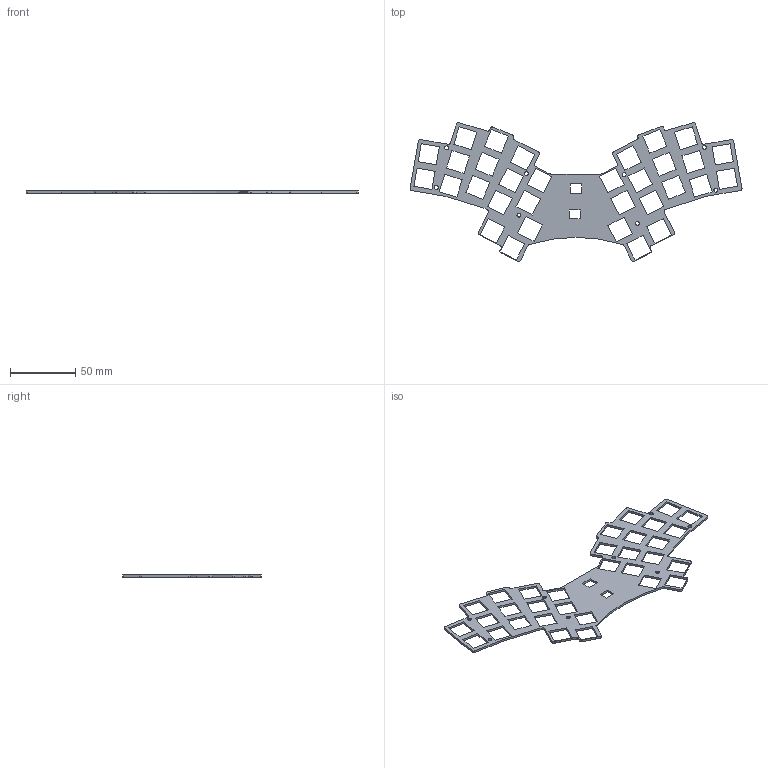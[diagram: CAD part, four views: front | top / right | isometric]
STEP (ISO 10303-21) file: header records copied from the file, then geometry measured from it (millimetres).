
FILE_DESCRIPTION(('KiCad electronic assembly'),'2;1');
FILE_NAME('Asfoora.step','2022-09-04T00:21:33',('Pcbnew'),('Kicad'), 'Open CASCADE STEP processor 7.6','KiCad to STEP converter','Unknown' );
FILE_SCHEMA(('AUTOMOTIVE_DESIGN { 1 0 10303 214 1 1 1 1 }'));
Length unit declared in the file: millimetre
Products named in the file (2): Asfoora 1; _autosave-Asfoora PCB
Assembly tree (1 placements, depth 2):
  Asfoora 1
    _autosave-Asfoora PCB
Bounding box: 253.76 x 106.19 x 1.6 mm (x, y, z)
Volume: 14006.9 mm3; surface area: 21784.2 mm2
Topology: 1 solids, 1 shells, 219 faces, 651 edges, 434 vertices
Faces by surface type: plane 174, cylinder 45
Full cylindrical faces by diameter (mm): 3 x8
Entity records: 15953 total; most frequent: CARTESIAN_POINT 2608, DIRECTION 2485, LINE 1773, VECTOR 1773, ORIENTED_EDGE 1302, PCURVE 1302, DEFINITIONAL_REPRESENTATION 1302, EDGE_CURVE 651
